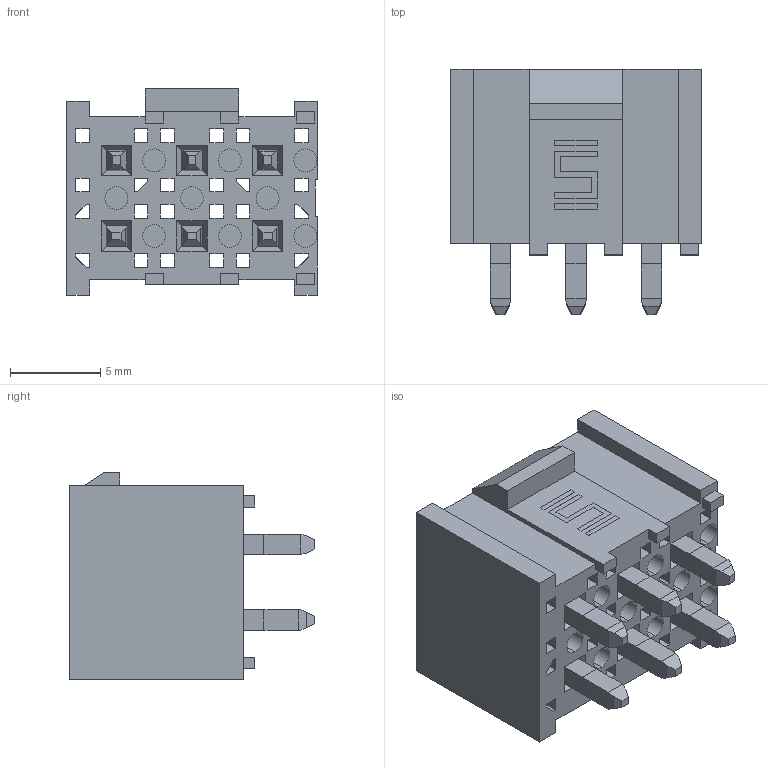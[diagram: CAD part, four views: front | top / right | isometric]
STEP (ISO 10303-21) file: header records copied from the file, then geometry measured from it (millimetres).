
FILE_DESCRIPTION (( 'STEP AP203' ), '1' );
FILE_NAME ('IPBT-103-H1-X-D.step', '2006-10-20T20:19:37', ( ' ' ), ( ' ' ), 'SwSTEP 2.0', 'SolidWorks 2006233', '' );
FILE_SCHEMA (( 'CONFIG_CONTROL_DESIGN' ));
Length unit declared in the file: inch
Products named in the file (3): IPBT-103-H1-X-D; IPBT-XX-D-XX_Customer Model; T-1S55-X_-01 straight
Assembly tree (7 placements, depth 2):
  IPBT-103-H1-X-D
    T-1S55-X_-01 straight  x6
    IPBT-XX-D-XX_Customer Model
Bounding box: 13.91 x 13.59 x 11.46 mm (x, y, z)
Volume: 704.6 mm3; surface area: 2047.9 mm2
Topology: 7 solids, 7 shells, 512 faces, 1308 edges, 806 vertices
Faces by surface type: plane 494, cylinder 18
Entity records: 11815 total; most frequent: CARTESIAN_POINT 1986, ORIENTED_EDGE 1976, DIRECTION 1808, EDGE_CURVE 988, LINE 952, VECTOR 952, VERTEX_POINT 606, EDGE_LOOP 438
